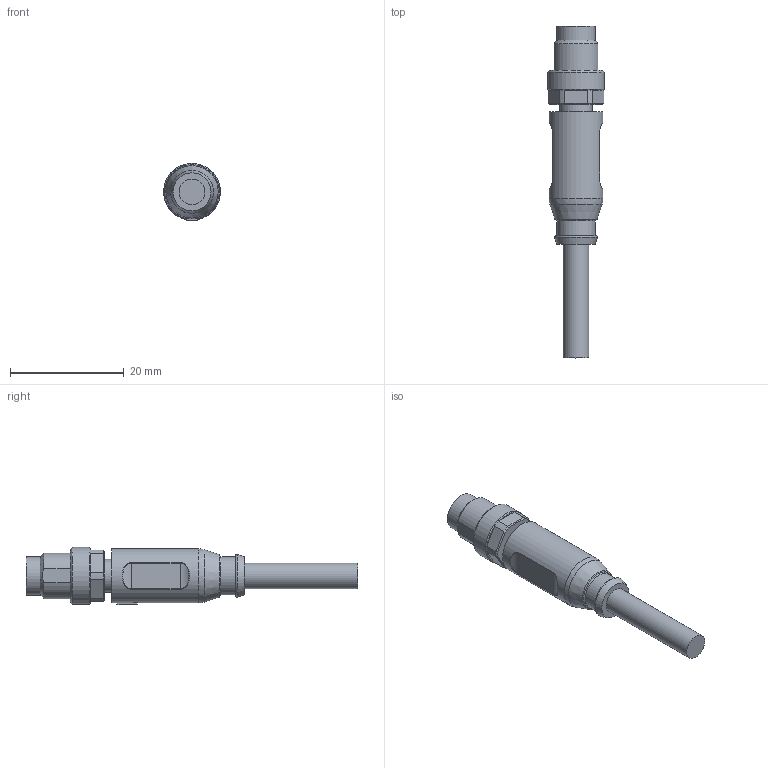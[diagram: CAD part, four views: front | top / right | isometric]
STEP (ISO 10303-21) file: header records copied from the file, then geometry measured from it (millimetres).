
FILE_DESCRIPTION(/* description */ (''),/* implementation_level */ '2;1');
FILE_NAME(/* name */ 'M8 male A-cod 4-pin.stp',/* time_stamp */ '2024-11-26T16:18:50+01:00',/* author */ ('Reichert'),/* organization */ (''),/* preprocessor_version */ 'ST-DEVELOPER v20',/* originating_system */ 'Autodesk Inventor 2025',/* authorisation */ '');
FILE_SCHEMA (('AUTOMOTIVE_DESIGN { 1 0 10303 214 3 1 1 }'));
Length unit declared in the file: millimetre
Products named in the file (1): M8 male A-cod 4-pin
Bounding box: 10 x 58.4 x 10.05 mm (x, y, z)
Volume: 2451.1 mm3; surface area: 1682.5 mm2
Topology: 1 solids, 1 shells, 89 faces, 195 edges, 122 vertices
Faces by surface type: plane 36, cylinder 28, bspline 11, cone 10, torus 4
Full cylindrical faces by diameter (mm): 1 x4, 4.5 x1, 5.8 x2, 6.7 x1, 6.8 x1, 9.5 x1, 10 x1
Entity records: 3075 total; most frequent: CARTESIAN_POINT 1102, DIRECTION 404, ORIENTED_EDGE 390, EDGE_CURVE 195, AXIS2_PLACEMENT_3D 169, VERTEX_POINT 122, EDGE_LOOP 103, CIRCLE 90
